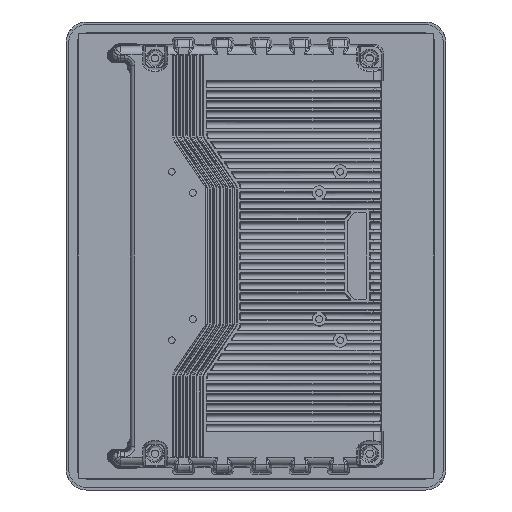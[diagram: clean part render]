
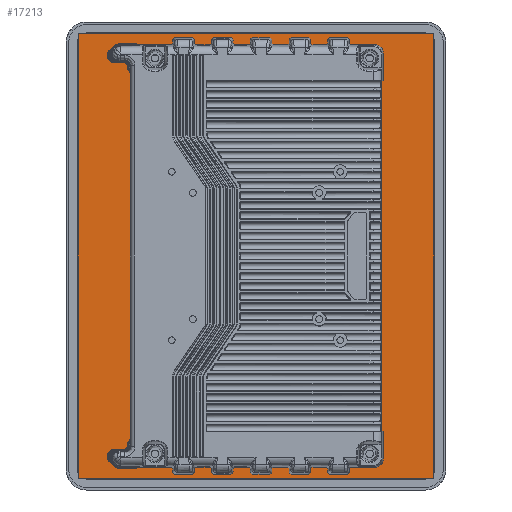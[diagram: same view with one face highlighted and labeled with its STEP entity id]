
A CAD part, front view. The second image highlights one B-rep face of the part: STEP entity #17213.
In plain terms, the highlighted face is planar.
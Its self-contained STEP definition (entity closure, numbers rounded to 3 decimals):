
#15071=DIRECTION('',(-1.,0.,0.));
#15072=VECTOR('',#15071,211.1);
#15073=CARTESIAN_POINT('',(105.55,22.5,131.85));
#15074=LINE('',#15073,#15072);
#15075=DIRECTION('',(0.,0.,-1.));
#15076=VECTOR('',#15075,263.7);
#15077=CARTESIAN_POINT('',(-105.55,22.5,131.85));
#15078=LINE('',#15077,#15076);
#15079=DIRECTION('',(1.,0.,0.));
#15080=VECTOR('',#15079,211.1);
#15081=CARTESIAN_POINT('',(-105.55,22.5,-131.85));
#15082=LINE('',#15081,#15080);
#15083=DIRECTION('',(0.,0.,1.));
#15084=VECTOR('',#15083,263.7);
#15085=CARTESIAN_POINT('',(105.55,22.5,-131.85));
#15086=LINE('',#15085,#15084);
#15087=DIRECTION('',(1.,0.,0.));
#15088=VECTOR('',#15087,143.3);
#15089=CARTESIAN_POINT('',(-72.6,22.5,124.6));
#15090=LINE('',#15089,#15088);
#15091=CARTESIAN_POINT('',(70.7,22.5,120.7));
#15092=DIRECTION('',(0.,1.,0.));
#15093=DIRECTION('',(0.,0.,1.));
#15094=AXIS2_PLACEMENT_3D('',#15091,#15092,#15093);
#15096=DIRECTION('',(0.,0.,-1.));
#15097=VECTOR('',#15096,9.2);
#15098=CARTESIAN_POINT('',(74.6,22.5,120.7));
#15099=LINE('',#15098,#15097);
#15100=DIRECTION('',(-1.,0.,0.));
#15101=VECTOR('',#15100,2.4);
#15102=CARTESIAN_POINT('',(74.6,22.5,111.5));
#15103=LINE('',#15102,#15101);
#15104=DIRECTION('',(0.,0.,-1.));
#15105=VECTOR('',#15104,223.);
#15106=CARTESIAN_POINT('',(72.2,22.5,111.5));
#15107=LINE('',#15106,#15105);
#15108=DIRECTION('',(1.,0.,0.));
#15109=VECTOR('',#15108,2.4);
#15110=CARTESIAN_POINT('',(72.2,22.5,-111.5));
#15111=LINE('',#15110,#15109);
#15112=DIRECTION('',(0.,0.,-1.));
#15113=VECTOR('',#15112,9.2);
#15114=CARTESIAN_POINT('',(74.6,22.5,-111.5));
#15115=LINE('',#15114,#15113);
#15116=CARTESIAN_POINT('',(70.7,22.5,-120.7));
#15117=DIRECTION('',(0.,1.,0.));
#15118=DIRECTION('',(1.,0.,0.));
#15119=AXIS2_PLACEMENT_3D('',#15116,#15117,#15118);
#15121=DIRECTION('',(-1.,0.,0.));
#15122=VECTOR('',#15121,143.3);
#15123=CARTESIAN_POINT('',(70.7,22.5,-124.6));
#15124=LINE('',#15123,#15122);
#15125=CARTESIAN_POINT('',(-72.6,22.5,-122.6));
#15126=DIRECTION('',(0.,1.,0.));
#15127=DIRECTION('',(0.,0.,-1.));
#15128=AXIS2_PLACEMENT_3D('',#15125,#15126,#15127);
#15130=DIRECTION('',(0.,0.,1.));
#15131=VECTOR('',#15130,11.1);
#15132=CARTESIAN_POINT('',(-74.6,22.5,-122.6));
#15133=LINE('',#15132,#15131);
#15134=DIRECTION('',(1.,0.,0.));
#15135=VECTOR('',#15134,2.4);
#15136=CARTESIAN_POINT('',(-74.6,22.5,-111.5));
#15137=LINE('',#15136,#15135);
#15138=DIRECTION('',(0.,0.,1.));
#15139=VECTOR('',#15138,223.);
#15140=CARTESIAN_POINT('',(-72.2,22.5,-111.5));
#15141=LINE('',#15140,#15139);
#15142=DIRECTION('',(-1.,0.,0.));
#15143=VECTOR('',#15142,2.4);
#15144=CARTESIAN_POINT('',(-72.2,22.5,111.5));
#15145=LINE('',#15144,#15143);
#15146=DIRECTION('',(0.,0.,1.));
#15147=VECTOR('',#15146,11.1);
#15148=CARTESIAN_POINT('',(-74.6,22.5,111.5));
#15149=LINE('',#15148,#15147);
#15150=CARTESIAN_POINT('',(-72.6,22.5,122.6));
#15151=DIRECTION('',(0.,1.,0.));
#15152=DIRECTION('',(-1.,0.,0.));
#15153=AXIS2_PLACEMENT_3D('',#15150,#15151,#15152);
#16287=CARTESIAN_POINT('',(-105.55,22.5,131.85));
#16288=VERTEX_POINT('',#16287);
#16289=CARTESIAN_POINT('',(105.55,22.5,131.85));
#16290=VERTEX_POINT('',#16289);
#16379=CARTESIAN_POINT('',(-105.55,22.5,-131.85));
#16380=VERTEX_POINT('',#16379);
#16397=CARTESIAN_POINT('',(105.55,22.5,-131.85));
#16398=VERTEX_POINT('',#16397);
#16503=CARTESIAN_POINT('',(-72.6,22.5,124.6));
#16504=CARTESIAN_POINT('',(70.7,22.5,124.6));
#16505=VERTEX_POINT('',#16503);
#16506=VERTEX_POINT('',#16504);
#16507=CARTESIAN_POINT('',(74.6,22.5,120.7));
#16508=VERTEX_POINT('',#16507);
#16509=CARTESIAN_POINT('',(74.6,22.5,111.5));
#16510=VERTEX_POINT('',#16509);
#16511=CARTESIAN_POINT('',(72.2,22.5,111.5));
#16512=VERTEX_POINT('',#16511);
#16513=CARTESIAN_POINT('',(72.2,22.5,-111.5));
#16514=VERTEX_POINT('',#16513);
#16515=CARTESIAN_POINT('',(74.6,22.5,-111.5));
#16516=VERTEX_POINT('',#16515);
#16517=CARTESIAN_POINT('',(74.6,22.5,-120.7));
#16518=VERTEX_POINT('',#16517);
#16519=CARTESIAN_POINT('',(70.7,22.5,-124.6));
#16520=VERTEX_POINT('',#16519);
#16521=CARTESIAN_POINT('',(-72.6,22.5,-124.6));
#16522=VERTEX_POINT('',#16521);
#16523=CARTESIAN_POINT('',(-74.6,22.5,-122.6));
#16524=VERTEX_POINT('',#16523);
#16525=CARTESIAN_POINT('',(-74.6,22.5,-111.5));
#16526=VERTEX_POINT('',#16525);
#16527=CARTESIAN_POINT('',(-72.2,22.5,-111.5));
#16528=VERTEX_POINT('',#16527);
#16529=CARTESIAN_POINT('',(-72.2,22.5,111.5));
#16530=VERTEX_POINT('',#16529);
#16531=CARTESIAN_POINT('',(-74.6,22.5,111.5));
#16532=VERTEX_POINT('',#16531);
#16533=CARTESIAN_POINT('',(-74.6,22.5,122.6));
#16534=VERTEX_POINT('',#16533);
#17168=CARTESIAN_POINT('',(0.,22.5,0.));
#17169=DIRECTION('',(0.,1.,0.));
#17170=DIRECTION('',(1.,0.,0.));
#17171=AXIS2_PLACEMENT_3D('',#17168,#17169,#17170);
#17172=PLANE('',#17171);
#17173=ORIENTED_EDGE('',*,*,#16824,.T.);
#17174=ORIENTED_EDGE('',*,*,#16956,.T.);
#17175=ORIENTED_EDGE('',*,*,#17001,.T.);
#17176=ORIENTED_EDGE('',*,*,#17131,.T.);
#17177=EDGE_LOOP('',(#17173,#17174,#17175,#17176));
#17178=FACE_OUTER_BOUND('',#17177,.F.);
#17180=ORIENTED_EDGE('',*,*,#17179,.T.);
#17182=ORIENTED_EDGE('',*,*,#17181,.T.);
#17184=ORIENTED_EDGE('',*,*,#17183,.T.);
#17186=ORIENTED_EDGE('',*,*,#17185,.T.);
#17188=ORIENTED_EDGE('',*,*,#17187,.T.);
#17190=ORIENTED_EDGE('',*,*,#17189,.T.);
#17192=ORIENTED_EDGE('',*,*,#17191,.T.);
#17194=ORIENTED_EDGE('',*,*,#17193,.T.);
#17196=ORIENTED_EDGE('',*,*,#17195,.T.);
#17198=ORIENTED_EDGE('',*,*,#17197,.T.);
#17200=ORIENTED_EDGE('',*,*,#17199,.T.);
#17202=ORIENTED_EDGE('',*,*,#17201,.T.);
#17204=ORIENTED_EDGE('',*,*,#17203,.T.);
#17206=ORIENTED_EDGE('',*,*,#17205,.T.);
#17208=ORIENTED_EDGE('',*,*,#17207,.T.);
#17210=ORIENTED_EDGE('',*,*,#17209,.T.);
#17211=EDGE_LOOP('',(#17180,#17182,#17184,#17186,#17188,#17190,#17192,#17194,
#17196,#17198,#17200,#17202,#17204,#17206,#17208,#17210));
#17212=FACE_BOUND('',#17211,.F.);
#15095=CIRCLE('',#15094,3.9);
#15120=CIRCLE('',#15119,3.9);
#15129=CIRCLE('',#15128,2.);
#15154=CIRCLE('',#15153,2.);
#16824=EDGE_CURVE('',#16290,#16288,#15074,.T.);
#16956=EDGE_CURVE('',#16288,#16380,#15078,.T.);
#17001=EDGE_CURVE('',#16380,#16398,#15082,.T.);
#17131=EDGE_CURVE('',#16398,#16290,#15086,.T.);
#17179=EDGE_CURVE('',#16505,#16506,#15090,.T.);
#17181=EDGE_CURVE('',#16506,#16508,#15095,.T.);
#17183=EDGE_CURVE('',#16508,#16510,#15099,.T.);
#17185=EDGE_CURVE('',#16510,#16512,#15103,.T.);
#17187=EDGE_CURVE('',#16512,#16514,#15107,.T.);
#17189=EDGE_CURVE('',#16514,#16516,#15111,.T.);
#17191=EDGE_CURVE('',#16516,#16518,#15115,.T.);
#17193=EDGE_CURVE('',#16518,#16520,#15120,.T.);
#17195=EDGE_CURVE('',#16520,#16522,#15124,.T.);
#17197=EDGE_CURVE('',#16522,#16524,#15129,.T.);
#17199=EDGE_CURVE('',#16524,#16526,#15133,.T.);
#17201=EDGE_CURVE('',#16526,#16528,#15137,.T.);
#17203=EDGE_CURVE('',#16528,#16530,#15141,.T.);
#17205=EDGE_CURVE('',#16530,#16532,#15145,.T.);
#17207=EDGE_CURVE('',#16532,#16534,#15149,.T.);
#17209=EDGE_CURVE('',#16534,#16505,#15154,.T.);
#17213=ADVANCED_FACE('',(#17178,#17212),#17172,.T.);
